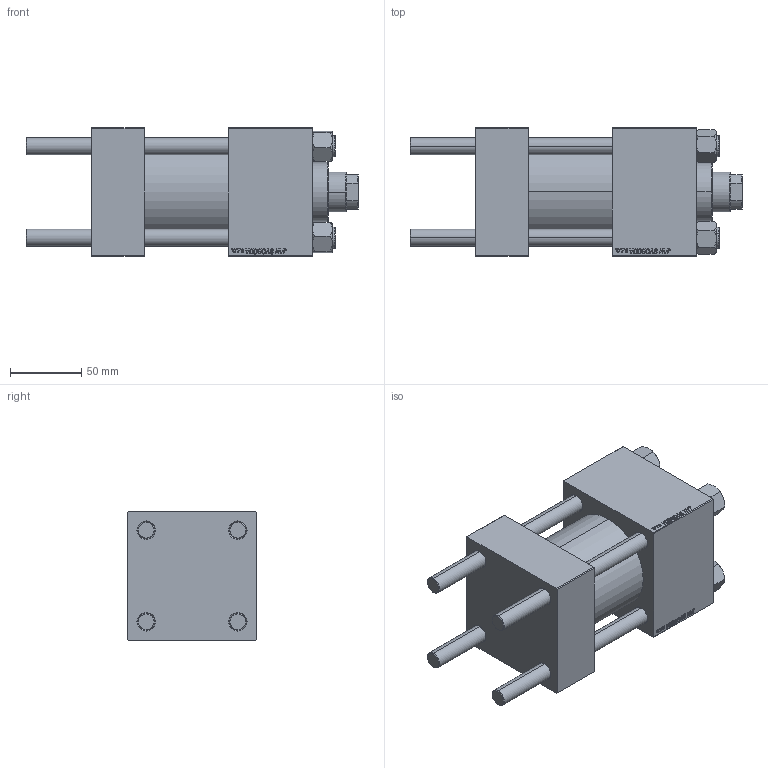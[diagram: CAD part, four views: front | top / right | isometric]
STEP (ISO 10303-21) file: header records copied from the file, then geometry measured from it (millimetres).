
FILE_DESCRIPTION (( 'STEP AP203' ), '1' );
FILE_NAME ('4a8a.STEP', '2022-04-15T09:33:31', ( '' ), ( '' ), 'SwSTEP 2.0', 'SolidWorks 2019', '' );
FILE_SCHEMA (( 'CONFIG_CONTROL_DESIGN' ));
Length unit declared in the file: millimetre
Products named in the file (6): NUT_M5 d0fa9d1dc2d0b3db32a7bda8a3e68381; CR025_012_A_0_G_A_G_M_020_+#_##_TYCINKA d0fa9d1dc2d0b3db32a7bda8a3e68381; V215CR_VCP d0fa9d1dc2d0b3db32a7bda8a3e68381; V215CR_BODY_A d0fa9d1dc2d0b3db32a7bda8a3e68381; 4a8a; V215_VC_A d0fa9d1dc2d0b3db32a7bda8a3e68381
Assembly tree (11 placements, depth 2):
  4a8a
    V215CR_BODY_A d0fa9d1dc2d0b3db32a7bda8a3e68381
    CR025_012_A_0_G_A_G_M_020_+#_##_TYCINKA d0fa9d1dc2d0b3db32a7bda8a3e68381  x4
    NUT_M5 d0fa9d1dc2d0b3db32a7bda8a3e68381  x4
    V215CR_VCP d0fa9d1dc2d0b3db32a7bda8a3e68381
    V215_VC_A d0fa9d1dc2d0b3db32a7bda8a3e68381
Bounding box: 233 x 90 x 90 mm (x, y, z)
Volume: 979803.6 mm3; surface area: 195798.5 mm2
Topology: 11 solids, 11 shells, 1140 faces, 2866 edges, 1859 vertices
Faces by surface type: plane 521, bspline 392, cone 136, cylinder 83, torus 8
Entity records: 50001 total; most frequent: CARTESIAN_POINT 27005, ORIENTED_EDGE 5224, DIRECTION 3275, EDGE_CURVE 2612, VERTEX_POINT 1715, LINE 1589, VECTOR 1589, EDGE_LOOP 1151
